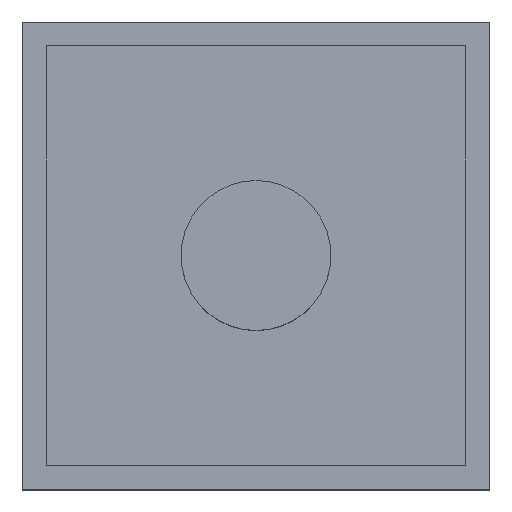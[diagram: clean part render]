
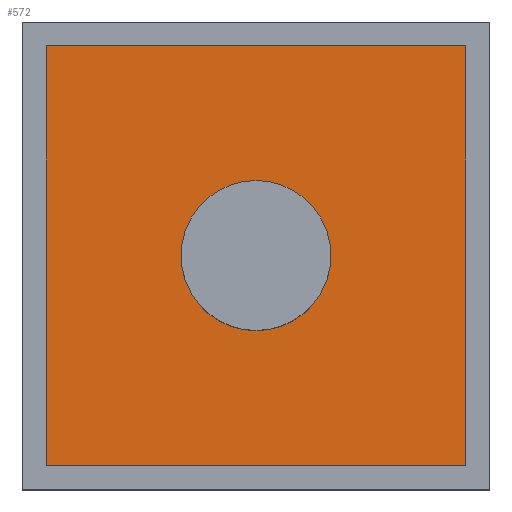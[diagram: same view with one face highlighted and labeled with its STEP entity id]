
A CAD part, top view. The second image highlights one B-rep face of the part: STEP entity #572.
In plain terms, the highlighted planar face has unit normal (0, 0, 1).
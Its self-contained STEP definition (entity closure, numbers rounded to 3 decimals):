
#481 = VERTEX_POINT('',#482);
#482 = CARTESIAN_POINT('',(-7.,-7.,11.6));
#490 = VERTEX_POINT('',#491);
#491 = CARTESIAN_POINT('',(-7.,7.,11.6));
#497 = EDGE_CURVE('',#481,#490,#498,.T.);
#498 = LINE('',#499,#500);
#499 = CARTESIAN_POINT('',(-7.,-7.,11.6));
#500 = VECTOR('',#501,1.);
#501 = DIRECTION('',(0.,1.,0.));
#512 = VERTEX_POINT('',#513);
#513 = CARTESIAN_POINT('',(7.,-7.,11.6));
#521 = EDGE_CURVE('',#481,#512,#522,.T.);
#522 = LINE('',#523,#524);
#523 = CARTESIAN_POINT('',(-7.,-7.,11.6));
#524 = VECTOR('',#525,1.);
#525 = DIRECTION('',(1.,0.,0.));
#538 = VERTEX_POINT('',#539);
#539 = CARTESIAN_POINT('',(7.,7.,11.6));
#545 = EDGE_CURVE('',#512,#538,#546,.T.);
#546 = LINE('',#547,#548);
#547 = CARTESIAN_POINT('',(7.,-7.,11.6));
#548 = VECTOR('',#549,1.);
#549 = DIRECTION('',(0.,1.,0.));
#562 = EDGE_CURVE('',#490,#538,#563,.T.);
#563 = LINE('',#564,#565);
#564 = CARTESIAN_POINT('',(-7.,7.,11.6));
#565 = VECTOR('',#566,1.);
#566 = DIRECTION('',(1.,0.,0.));
#572 = ADVANCED_FACE('',(#573,#579),#590,.T.);
#573 = FACE_BOUND('',#574,.T.);
#574 = EDGE_LOOP('',(#575,#576,#577,#578));
#575 = ORIENTED_EDGE('',*,*,#497,.F.);
#576 = ORIENTED_EDGE('',*,*,#521,.T.);
#577 = ORIENTED_EDGE('',*,*,#545,.T.);
#578 = ORIENTED_EDGE('',*,*,#562,.F.);
#579 = FACE_BOUND('',#580,.T.);
#580 = EDGE_LOOP('',(#581));
#581 = ORIENTED_EDGE('',*,*,#582,.F.);
#582 = EDGE_CURVE('',#583,#583,#585,.T.);
#583 = VERTEX_POINT('',#584);
#584 = CARTESIAN_POINT('',(2.5,0.,11.6));
#585 = CIRCLE('',#586,2.5);
#586 = AXIS2_PLACEMENT_3D('',#587,#588,#589);
#587 = CARTESIAN_POINT('',(0.,0.,11.6));
#588 = DIRECTION('',(0.,0.,1.));
#589 = DIRECTION('',(1.,0.,0.));
#590 = PLANE('',#591);
#591 = AXIS2_PLACEMENT_3D('',#592,#593,#594);
#592 = CARTESIAN_POINT('',(-7.,-7.,11.6));
#593 = DIRECTION('',(0.,0.,1.));
#594 = DIRECTION('',(1.,0.,0.));
